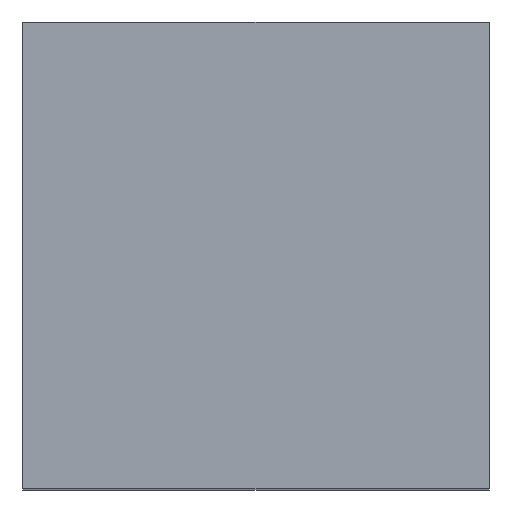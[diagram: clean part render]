
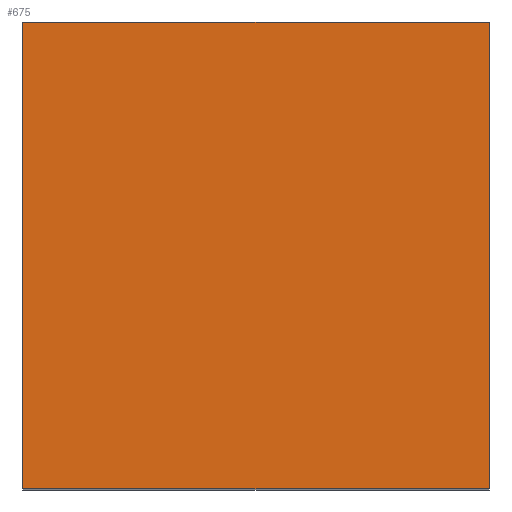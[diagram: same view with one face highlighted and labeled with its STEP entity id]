
A CAD part, top view. The second image highlights one B-rep face of the part: STEP entity #675.
In plain terms, the highlighted planar face has unit normal (0, 0, 1).
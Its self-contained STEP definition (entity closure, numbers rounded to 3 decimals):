
#91 = EDGE_LOOP ( 'NONE', ( #212, #213, #214, #215 ) ) ;
#212 = ORIENTED_EDGE ( 'NONE', *, *, #883, .F. ) ;
#213 = ORIENTED_EDGE ( 'NONE', *, *, #885, .F. ) ;
#214 = ORIENTED_EDGE ( 'NONE', *, *, #736, .T. ) ;
#215 = ORIENTED_EDGE ( 'NONE', *, *, #886, .F. ) ;
#310 = CARTESIAN_POINT ( 'NONE',  ( -10., -12.5, 40. ) ) ;
#311 = CARTESIAN_POINT ( 'NONE',  ( -10., 12.5, 40. ) ) ;
#319 = VERTEX_POINT ( 'NONE', #311 ) ;
#321 = VERTEX_POINT ( 'NONE', #310 ) ;
#447 = VERTEX_POINT ( 'NONE', #1809 ) ;
#448 = VERTEX_POINT ( 'NONE', #1810 ) ;
#675 = ADVANCED_FACE ( 'NONE', ( #1376 ), #2176, .T. ) ;
#736 = EDGE_CURVE ( 'NONE', #319, #321, #1433, .T. ) ;
#883 = EDGE_CURVE ( 'NONE', #447, #448, #1777, .T. ) ;
#885 = EDGE_CURVE ( 'NONE', #319, #447, #1786, .T. ) ;
#886 = EDGE_CURVE ( 'NONE', #448, #321, #1788, .T. ) ;
#1376 = FACE_OUTER_BOUND ( 'NONE', #91, .T. ) ;
#1433 = LINE ( 'NONE', #2311, #1500 ) ;
#1500 = VECTOR ( 'NONE', #2312, 1000. ) ;
#1777 = LINE ( 'NONE', #2652, #1783 ) ;
#1783 = VECTOR ( 'NONE', #2653, 1000. ) ;
#1786 = LINE ( 'NONE', #2656, #1787 ) ;
#1787 = VECTOR ( 'NONE', #2657, 1000. ) ;
#1788 = LINE ( 'NONE', #2658, #1789 ) ;
#1789 = VECTOR ( 'NONE', #2659, 1000. ) ;
#1809 = CARTESIAN_POINT ( 'NONE',  ( 15., 12.5, 40. ) ) ;
#1810 = CARTESIAN_POINT ( 'NONE',  ( 15., -12.5, 40. ) ) ;
#2175 = CARTESIAN_POINT ( 'NONE',  ( 2.5, 0., 40. ) ) ;
#2176 = PLANE ( 'NONE',  #2417 ) ;
#2178 = DIRECTION ( 'NONE',  ( 0., 0., 1. ) ) ;
#2179 = DIRECTION ( 'NONE',  ( 1., 0., 0. ) ) ;
#2311 = CARTESIAN_POINT ( 'NONE',  ( -10., 0., 40. ) ) ;
#2312 = DIRECTION ( 'NONE',  ( 0., -1., 0. ) ) ;
#2417 = AXIS2_PLACEMENT_3D ( 'NONE', #2175, #2178, #2179 ) ;
#2652 = CARTESIAN_POINT ( 'NONE',  ( 15., 12.5, 40. ) ) ;
#2653 = DIRECTION ( 'NONE',  ( 0., -1., 0. ) ) ;
#2656 = CARTESIAN_POINT ( 'NONE',  ( -10., 12.5, 40. ) ) ;
#2657 = DIRECTION ( 'NONE',  ( 1., 0., 0. ) ) ;
#2658 = CARTESIAN_POINT ( 'NONE',  ( 15., -12.5, 40. ) ) ;
#2659 = DIRECTION ( 'NONE',  ( -1., 0., 0. ) ) ;
